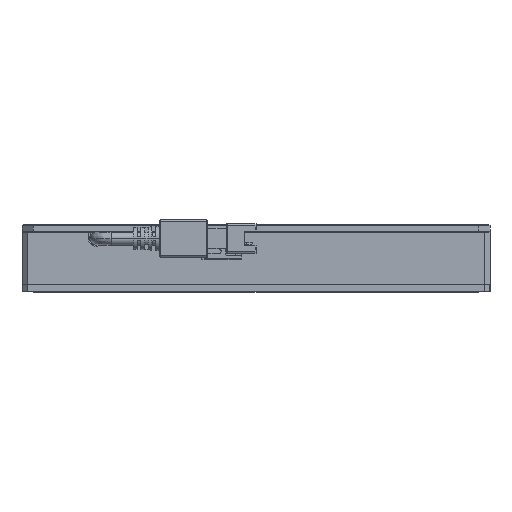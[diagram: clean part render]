
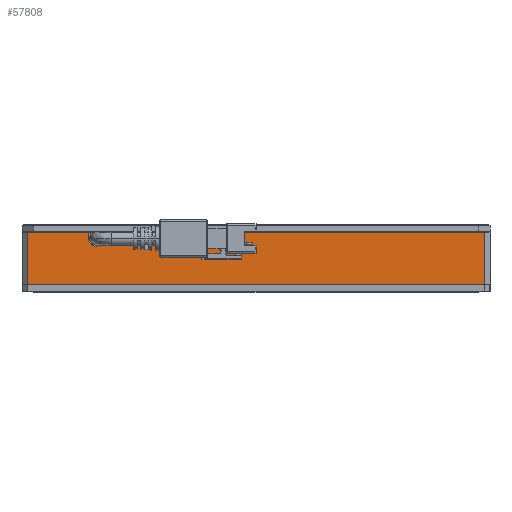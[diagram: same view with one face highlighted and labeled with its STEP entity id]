
A CAD part, front view. The second image highlights one B-rep face of the part: STEP entity #57808.
In plain terms, the highlighted planar face has unit normal (0, -1, 0).
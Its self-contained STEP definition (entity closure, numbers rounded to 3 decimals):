
#524 = CARTESIAN_POINT ( 'NONE',  ( 61.145, -51.11, 0. ) ) ;
#979 = LINE ( 'NONE', #88469, #29047 ) ;
#4291 = LINE ( 'NONE', #50699, #45779 ) ;
#4636 = FACE_OUTER_BOUND ( 'NONE', #76551, .T. ) ;
#5820 = CARTESIAN_POINT ( 'NONE',  ( -43.355, -51.11, 12.3 ) ) ;
#7901 = CARTESIAN_POINT ( 'NONE',  ( -45.455, -51.11, 14. ) ) ;
#13207 = CARTESIAN_POINT ( 'NONE',  ( -61.855, -51.11, 0. ) ) ;
#13628 = DIRECTION ( 'NONE',  ( 0., 0., -1. ) ) ;
#14813 = DIRECTION ( 'NONE',  ( 0., 0., -1. ) ) ;
#15251 = VECTOR ( 'NONE', #54456, 1000. ) ;
#15529 = CARTESIAN_POINT ( 'NONE',  ( -61.855, -51.11, 14. ) ) ;
#15825 = CARTESIAN_POINT ( 'NONE',  ( -63.355, -51.11, 14. ) ) ;
#15901 = EDGE_CURVE ( 'NONE', #32031, #24232, #979, .T. ) ;
#17689 = LINE ( 'NONE', #15529, #15251 ) ;
#18930 = CARTESIAN_POINT ( 'NONE',  ( -61.855, -51.11, 14. ) ) ;
#20153 = AXIS2_PLACEMENT_3D ( 'NONE', #44432, #99197, #52331 ) ;
#21461 = ORIENTED_EDGE ( 'NONE', *, *, #39334, .F. ) ;
#24232 = VERTEX_POINT ( 'NONE', #69621 ) ;
#26464 = DIRECTION ( 'NONE',  ( 0., 0., 1. ) ) ;
#26910 = EDGE_CURVE ( 'NONE', #63419, #32031, #4291, .T. ) ;
#27162 = CIRCLE ( 'NONE', #86006, 2.1 ) ;
#27254 = EDGE_CURVE ( 'NONE', #69183, #56317, #57807, .T. ) ;
#27641 = ORIENTED_EDGE ( 'NONE', *, *, #74819, .F. ) ;
#29047 = VECTOR ( 'NONE', #41645, 1000. ) ;
#29897 = CARTESIAN_POINT ( 'NONE',  ( -43.355, -51.11, 12.3 ) ) ;
#30787 = CARTESIAN_POINT ( 'NONE',  ( -43.355, -51.11, 10.2 ) ) ;
#32031 = VERTEX_POINT ( 'NONE', #86518 ) ;
#33855 = CARTESIAN_POINT ( 'NONE',  ( -45.455, -51.11, 12.3 ) ) ;
#36426 = CARTESIAN_POINT ( 'NONE',  ( -63.355, -51.11, 0. ) ) ;
#37757 = DIRECTION ( 'NONE',  ( 0., 0., -1. ) ) ;
#39026 = ORIENTED_EDGE ( 'NONE', *, *, #61622, .F. ) ;
#39334 = EDGE_CURVE ( 'NONE', #56317, #78486, #82871, .T. ) ;
#41645 = DIRECTION ( 'NONE',  ( 1., 0., 0. ) ) ;
#42125 = ORIENTED_EDGE ( 'NONE', *, *, #15901, .F. ) ;
#44432 = CARTESIAN_POINT ( 'NONE',  ( -63.355, -51.11, 14. ) ) ;
#45779 = VECTOR ( 'NONE', #26464, 1000. ) ;
#45884 = CARTESIAN_POINT ( 'NONE',  ( 61.145, -51.11, 14. ) ) ;
#46251 = CARTESIAN_POINT ( 'NONE',  ( -45.455, -51.11, 14. ) ) ;
#50148 = VERTEX_POINT ( 'NONE', #13207 ) ;
#50699 = CARTESIAN_POINT ( 'NONE',  ( -41.255, -51.11, 14. ) ) ;
#51986 = PLANE ( 'NONE',  #20153 ) ;
#52331 = DIRECTION ( 'NONE',  ( 0., 0., 1. ) ) ;
#54118 = DIRECTION ( 'NONE',  ( 0., 0., -1. ) ) ;
#54456 = DIRECTION ( 'NONE',  ( 0., 0., -1. ) ) ;
#55372 = ORIENTED_EDGE ( 'NONE', *, *, #27254, .F. ) ;
#56317 = VERTEX_POINT ( 'NONE', #7901 ) ;
#57603 = ORIENTED_EDGE ( 'NONE', *, *, #73174, .F. ) ;
#57807 = LINE ( 'NONE', #15825, #99493 ) ;
#57808 = ADVANCED_FACE ( 'NONE', ( #4636 ), #51986, .F. ) ;
#60428 = DIRECTION ( 'NONE',  ( 0., -1., 0. ) ) ;
#61622 = EDGE_CURVE ( 'NONE', #24232, #82091, #61785, .T. ) ;
#61785 = LINE ( 'NONE', #45884, #100959 ) ;
#62125 = VECTOR ( 'NONE', #54118, 1000. ) ;
#63402 = LINE ( 'NONE', #36426, #84172 ) ;
#63419 = VERTEX_POINT ( 'NONE', #70828 ) ;
#67495 = CIRCLE ( 'NONE', #78897, 2.1 ) ;
#69183 = VERTEX_POINT ( 'NONE', #18930 ) ;
#69621 = CARTESIAN_POINT ( 'NONE',  ( 61.145, -51.11, 14. ) ) ;
#70828 = CARTESIAN_POINT ( 'NONE',  ( -41.255, -51.11, 12.3 ) ) ;
#72287 = EDGE_CURVE ( 'NONE', #69183, #50148, #17689, .T. ) ;
#73174 = EDGE_CURVE ( 'NONE', #78486, #86553, #67495, .T. ) ;
#74819 = EDGE_CURVE ( 'NONE', #86553, #63419, #27162, .T. ) ;
#76273 = ORIENTED_EDGE ( 'NONE', *, *, #72287, .T. ) ;
#76551 = EDGE_LOOP ( 'NONE', ( #57603, #21461, #55372, #76273, #98852, #39026, #42125, #93159, #27641 ) ) ;
#78486 = VERTEX_POINT ( 'NONE', #33855 ) ;
#78897 = AXIS2_PLACEMENT_3D ( 'NONE', #5820, #60428, #13628 ) ;
#82091 = VERTEX_POINT ( 'NONE', #524 ) ;
#82871 = LINE ( 'NONE', #46251, #62125 ) ;
#84172 = VECTOR ( 'NONE', #99033, 1000. ) ;
#84555 = DIRECTION ( 'NONE',  ( 0., -1., 0. ) ) ;
#86006 = AXIS2_PLACEMENT_3D ( 'NONE', #29897, #84555, #37757 ) ;
#86518 = CARTESIAN_POINT ( 'NONE',  ( -41.255, -51.11, 14. ) ) ;
#86553 = VERTEX_POINT ( 'NONE', #30787 ) ;
#88469 = CARTESIAN_POINT ( 'NONE',  ( -63.355, -51.11, 14. ) ) ;
#90279 = EDGE_CURVE ( 'NONE', #82091, #50148, #63402, .T. ) ;
#93159 = ORIENTED_EDGE ( 'NONE', *, *, #26910, .F. ) ;
#98852 = ORIENTED_EDGE ( 'NONE', *, *, #90279, .F. ) ;
#99033 = DIRECTION ( 'NONE',  ( -1., 0., 0. ) ) ;
#99197 = DIRECTION ( 'NONE',  ( 0., 1., 0. ) ) ;
#99493 = VECTOR ( 'NONE', #101311, 1000. ) ;
#100959 = VECTOR ( 'NONE', #14813, 1000. ) ;
#101311 = DIRECTION ( 'NONE',  ( 1., 0., 0. ) ) ;
